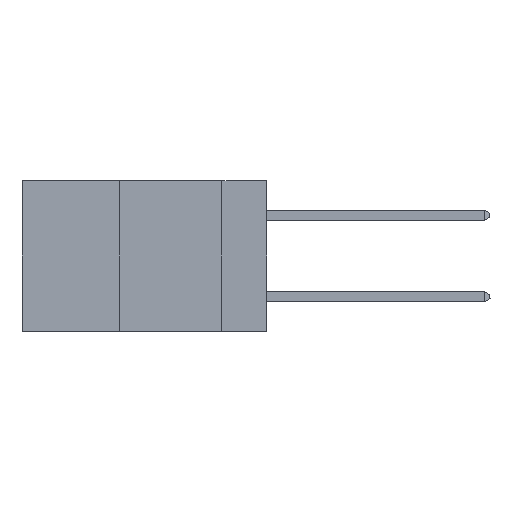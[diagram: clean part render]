
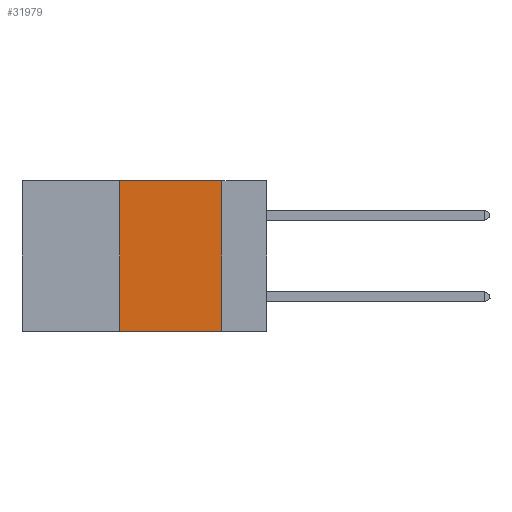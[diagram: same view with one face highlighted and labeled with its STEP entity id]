
A CAD part, left-side view. The second image highlights one B-rep face of the part: STEP entity #31979.
In plain terms, the highlighted planar face has unit normal (-1, 0, 0).
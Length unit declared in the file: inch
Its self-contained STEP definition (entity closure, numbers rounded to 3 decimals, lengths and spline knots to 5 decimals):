
#355 = CARTESIAN_POINT ( 'NONE',  ( 0., 0.6, 0. ) ) ;
#1930 = CARTESIAN_POINT ( 'NONE',  ( 0., 0.36, -0.37 ) ) ;
#2673 = PLANE ( 'NONE',  #20111 ) ;
#4941 = CARTESIAN_POINT ( 'NONE',  ( 0., 0.11, 0. ) ) ;
#5087 = DIRECTION ( 'NONE',  ( 0., 0., -1. ) ) ;
#5190 = LINE ( 'NONE', #25716, #31088 ) ;
#6298 = ORIENTED_EDGE ( 'NONE', *, *, #22021, .T. ) ;
#6708 = ORIENTED_EDGE ( 'NONE', *, *, #9341, .F. ) ;
#6838 = VERTEX_POINT ( 'NONE', #16429 ) ;
#7458 = CARTESIAN_POINT ( 'NONE',  ( 0., 0.36, 0. ) ) ;
#8225 = ORIENTED_EDGE ( 'NONE', *, *, #24731, .F. ) ;
#8869 = LINE ( 'NONE', #4941, #19497 ) ;
#9341 = EDGE_CURVE ( 'NONE', #6838, #12326, #8869, .T. ) ;
#9997 = CARTESIAN_POINT ( 'NONE',  ( 0., 0.6, 0. ) ) ;
#10611 = VERTEX_POINT ( 'NONE', #13442 ) ;
#10798 = DIRECTION ( 'NONE',  ( 0., -1., 0. ) ) ;
#11939 = FACE_OUTER_BOUND ( 'NONE', #26051, .T. ) ;
#12272 = EDGE_CURVE ( 'NONE', #10611, #6838, #29874, .T. ) ;
#12326 = VERTEX_POINT ( 'NONE', #17038 ) ;
#13442 = CARTESIAN_POINT ( 'NONE',  ( 0., 0.36, 0. ) ) ;
#16429 = CARTESIAN_POINT ( 'NONE',  ( 0., 0.11, 0. ) ) ;
#16841 = VECTOR ( 'NONE', #20319, 39.37008 ) ;
#17038 = CARTESIAN_POINT ( 'NONE',  ( 0., 0.11, -0.37 ) ) ;
#19287 = ORIENTED_EDGE ( 'NONE', *, *, #12272, .F. ) ;
#19497 = VECTOR ( 'NONE', #28051, 39.37008 ) ;
#20111 = AXIS2_PLACEMENT_3D ( 'NONE', #9997, #27875, #5087 ) ;
#20319 = DIRECTION ( 'NONE',  ( 0., 0., 1. ) ) ;
#20762 = LINE ( 'NONE', #7458, #16841 ) ;
#22021 = EDGE_CURVE ( 'NONE', #24562, #12326, #5190, .T. ) ;
#23180 = VECTOR ( 'NONE', #10798, 39.37008 ) ;
#24562 = VERTEX_POINT ( 'NONE', #1930 ) ;
#24731 = EDGE_CURVE ( 'NONE', #24562, #10611, #20762, .T. ) ;
#25716 = CARTESIAN_POINT ( 'NONE',  ( 0., 0.6, -0.37 ) ) ;
#25816 = DIRECTION ( 'NONE',  ( 0., -1., 0. ) ) ;
#26051 = EDGE_LOOP ( 'NONE', ( #6708, #19287, #8225, #6298 ) ) ;
#27875 = DIRECTION ( 'NONE',  ( 1., 0., 0. ) ) ;
#28051 = DIRECTION ( 'NONE',  ( 0., 0., -1. ) ) ;
#29874 = LINE ( 'NONE', #355, #23180 ) ;
#31088 = VECTOR ( 'NONE', #25816, 39.37008 ) ;
#31979 = ADVANCED_FACE ( 'NONE', ( #11939 ), #2673, .F. ) ;
